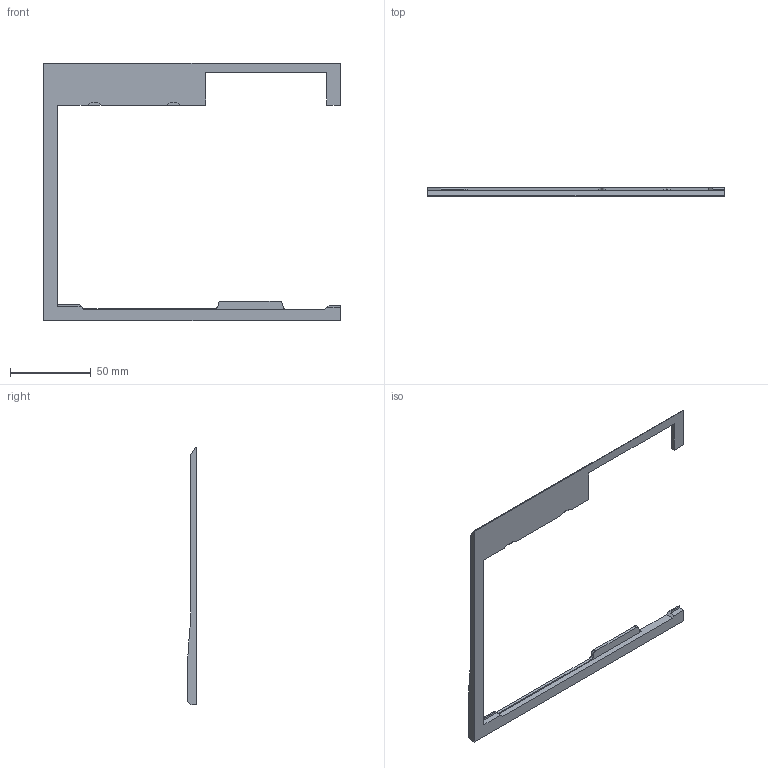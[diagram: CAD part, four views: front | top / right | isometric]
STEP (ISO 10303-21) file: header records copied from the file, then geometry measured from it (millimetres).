
FILE_DESCRIPTION(/* description */ (''),/* implementation_level */ '2;1');
FILE_NAME(/* name */ 'BezelTestOneLeft.stp',/* time_stamp */ '2022-10-25T14:05:49+01:00',/* author */ ('benka'),/* organization */ (''),/* preprocessor_version */ 'ST-DEVELOPER v18.1',/* originating_system */ 'Autodesk Inventor 2022',/* authorisation */ '');
FILE_SCHEMA (('CONFIG_CONTROL_DESIGN'));
Length unit declared in the file: millimetre
Products named in the file (1): Bezel
Bounding box: 183.6 x 5.33 x 159.53 mm (x, y, z)
Volume: 20769.4 mm3; surface area: 15547.9 mm2
Topology: 1 solids, 1 shells, 63 faces, 172 edges, 111 vertices
Faces by surface type: plane 51, cylinder 10, cone 2
Entity records: 2003 total; most frequent: CARTESIAN_POINT 347, ORIENTED_EDGE 344, DIRECTION 322, EDGE_CURVE 172, LINE 150, VECTOR 150, VERTEX_POINT 111, AXIS2_PLACEMENT_3D 86
